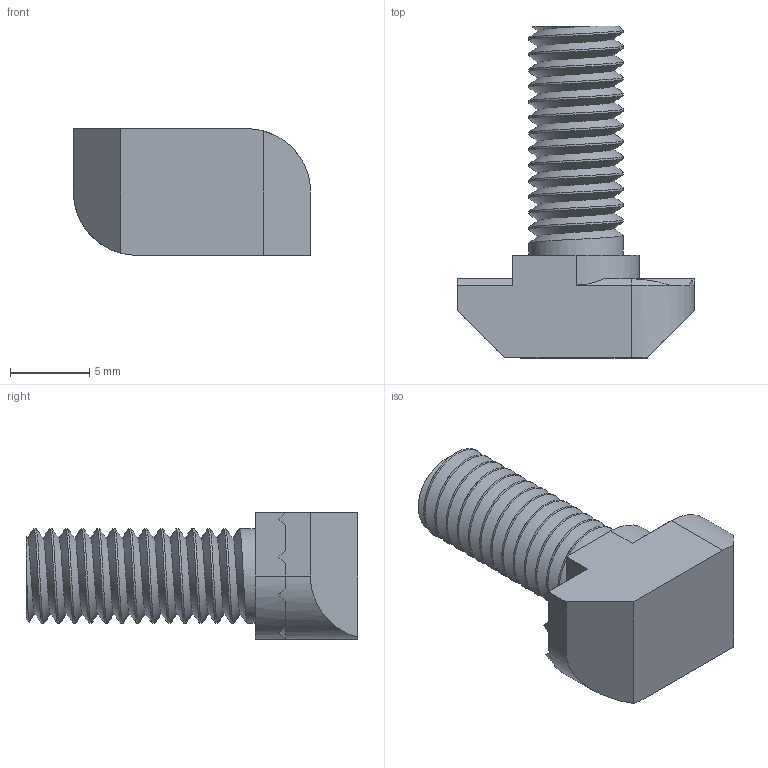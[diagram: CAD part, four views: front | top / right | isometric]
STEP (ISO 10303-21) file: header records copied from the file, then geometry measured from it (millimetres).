
FILE_DESCRIPTION(/* description */ ('Inserto a martello cava 8 filleto maschio M6x16'),/* implementation_level */ '2;1');
FILE_NAME(/* name */ 'N41-08-16.stp',/* time_stamp */ '2021-02-19T08:05:26+01:00',/* author */ ('omnitec'),/* organization */ ('Microsoft'),/* preprocessor_version */ 'ST-DEVELOPER v18.1',/* originating_system */ 'Autodesk Inventor 2021',/* authorisation */ '');
FILE_SCHEMA (('AUTOMOTIVE_DESIGN { 1 0 10303 214 3 1 1 }'));
Length unit declared in the file: millimetre
Products named in the file (1): N41-08-16
Bounding box: 15 x 21 x 8 mm (x, y, z)
Volume: 921.7 mm3; surface area: 839.1 mm2
Topology: 1 solids, 1 shells, 63 faces, 172 edges, 113 vertices
Faces by surface type: plane 40, cylinder 18, cone 3, bspline 2
Full cylindrical faces by diameter (mm): 6 x13
Entity records: 3835 total; most frequent: CARTESIAN_POINT 2247, ORIENTED_EDGE 344, DIRECTION 293, EDGE_CURVE 172, VERTEX_POINT 113, LINE 103, VECTOR 103, AXIS2_PLACEMENT_3D 95
